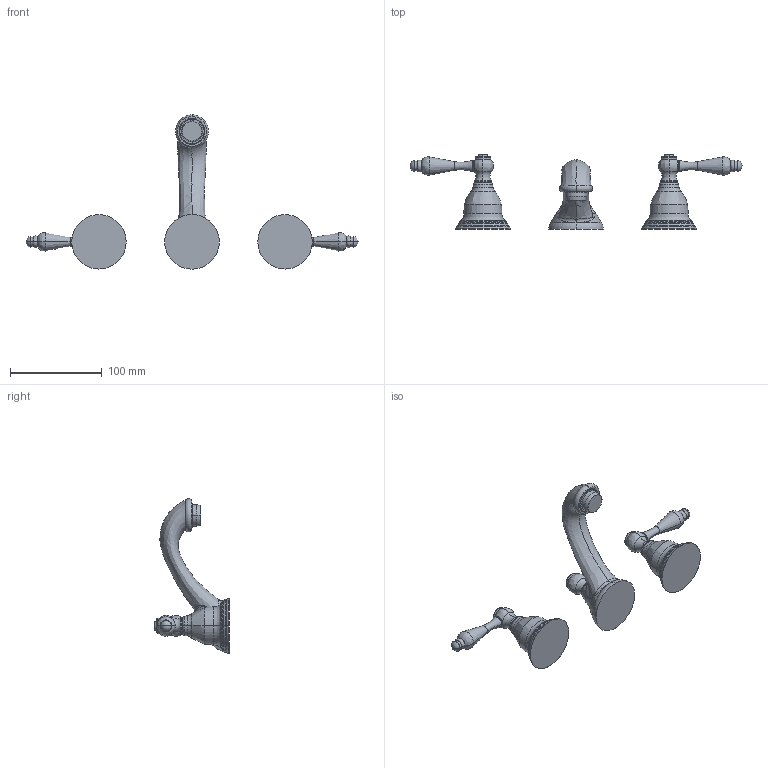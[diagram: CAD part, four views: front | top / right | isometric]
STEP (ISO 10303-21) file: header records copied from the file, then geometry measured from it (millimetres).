
FILE_DESCRIPTION((''),'2;1');
FILE_NAME('850','2020-11-25T13:54:51',('jinson.thomas'),(''),'CREO PARAMETRIC BY PTC INC, 2018400','CREO PARAMETRIC BY PTC INC, 2018400','');
FILE_SCHEMA(('CONFIG_CONTROL_DESIGN'));
Length unit declared in the file: inch
Products named in the file (1): 850
Bounding box: 362.56 x 81.51 x 168.58 mm (x, y, z)
Volume: 301479.5 mm3; surface area: 54436.6 mm2
Topology: 3 solids, 3 shells, 267 faces, 611 edges, 365 vertices
Faces by surface type: torus 79, bspline 67, cylinder 61, plane 31, cone 23, sphere 6
Entity records: 15006 total; most frequent: CARTESIAN_POINT 9289, ORIENTED_EDGE 1210, DIRECTION 1183, EDGE_CURVE 605, AXIS2_PLACEMENT_3D 546, VERTEX_POINT 365, CIRCLE 346, EDGE_LOOP 288
